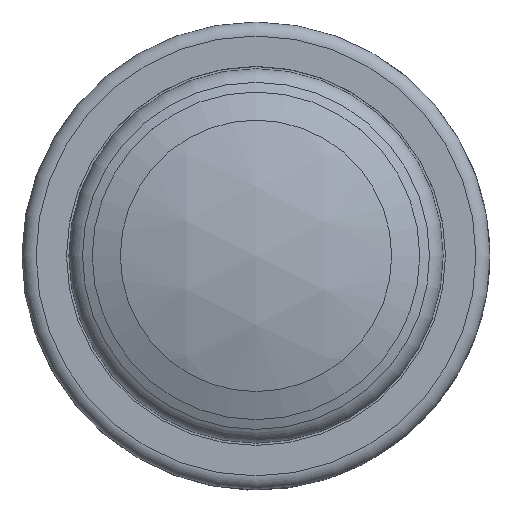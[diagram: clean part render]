
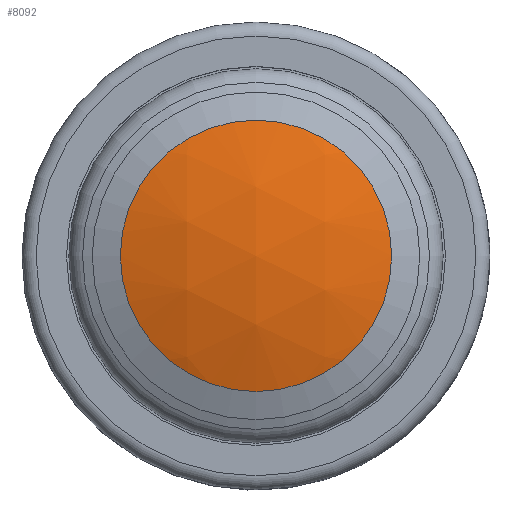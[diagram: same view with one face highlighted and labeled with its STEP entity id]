
A CAD part, top view. The second image highlights one B-rep face of the part: STEP entity #8092.
In plain terms, the highlighted spherical face has radius 8.896 mm.
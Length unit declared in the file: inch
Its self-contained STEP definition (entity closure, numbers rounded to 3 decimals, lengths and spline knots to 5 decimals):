
#15=SPHERICAL_SURFACE('',#8644,0.35024);
#141=CIRCLE('',#8597,0.11417);
#849=FACE_OUTER_BOUND('',#1257,.T.);
#1257=EDGE_LOOP('',(#7014));
#3835=VERTEX_POINT('',#12614);
#4876=EDGE_CURVE('',#3835,#3835,#141,.T.);
#7014=ORIENTED_EDGE('',*,*,#4876,.T.);
#8092=ADVANCED_FACE('',(#849),#15,.T.);
#8597=AXIS2_PLACEMENT_3D('',#12616,#10376,#10377);
#8644=AXIS2_PLACEMENT_3D('',#12761,#10520,#10521);
#10376=DIRECTION('center_axis',(0.,0.,
1.));
#10377=DIRECTION('ref_axis',(0.,-1.,0.));
#10520=DIRECTION('center_axis',(-1.,0.,0.));
#10521=DIRECTION('ref_axis',(0.,-1.,0.));
#12614=CARTESIAN_POINT('',(0.,0.11417,0.35488));
#12616=CARTESIAN_POINT('Origin',(0.,0.,
0.35488));
#12761=CARTESIAN_POINT('Origin',(0.,0.,
0.02378));
